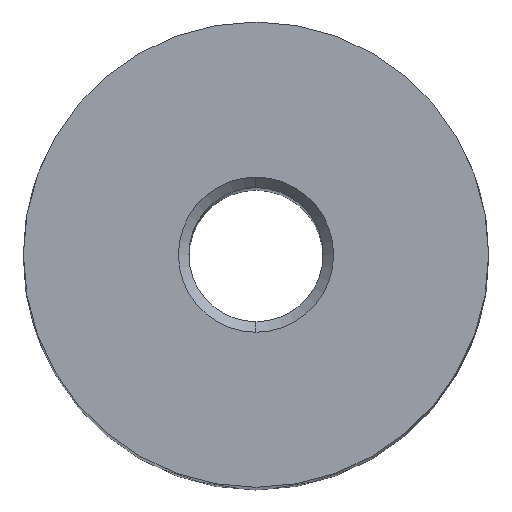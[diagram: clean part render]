
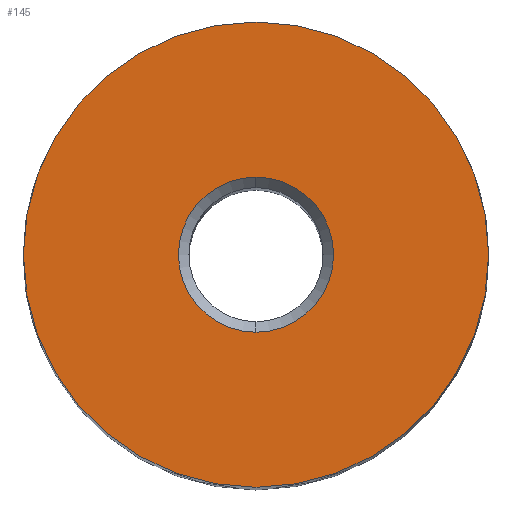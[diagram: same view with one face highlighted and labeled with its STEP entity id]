
A CAD part, top view. The second image highlights one B-rep face of the part: STEP entity #145.
In plain terms, the highlighted planar face has unit normal (0, 0, 1).
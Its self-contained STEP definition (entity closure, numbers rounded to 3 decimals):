
#145=ADVANCED_FACE('',(#381,#382),#383,.T.);
#173=VERTEX_POINT('',#425);
#179=VERTEX_POINT('',#431);
#181=EDGE_CURVE('',#173,#179,#433,.T.);
#239=VERTEX_POINT('',#491);
#247=VERTEX_POINT('',#499);
#251=EDGE_CURVE('',#247,#239,#503,.T.);
#281=EDGE_CURVE('',#239,#247,#533,.T.);
#283=EDGE_CURVE('',#179,#173,#535,.T.);
#381=FACE_OUTER_BOUND('',#623,.T.);
#382=FACE_BOUND('',#624,.T.);
#383=PLANE('',#625);
#425=CARTESIAN_POINT('',(30.0,0.,200.0));
#431=CARTESIAN_POINT('',(-30.,0.,200.0));
#433=CIRCLE('',#678,30.0);
#491=CARTESIAN_POINT('',(0.,10.,200.0));
#499=CARTESIAN_POINT('',(0.,-10.,200.0));
#503=CIRCLE('',#775,10.);
#533=CIRCLE('',#820,10.);
#535=CIRCLE('',#823,30.0);
#623=EDGE_LOOP('',(#985,#986));
#624=EDGE_LOOP('',(#987,#988));
#625=AXIS2_PLACEMENT_3D('',#989,#990,#991);
#678=AXIS2_PLACEMENT_3D('',#1097,#1098,#1099);
#775=AXIS2_PLACEMENT_3D('',#1133,#1134,#1135);
#820=AXIS2_PLACEMENT_3D('',#1158,#1159,#1160);
#823=AXIS2_PLACEMENT_3D('',#1161,#1162,#1163);
#985=ORIENTED_EDGE('',*,*,#181,.F.);
#986=ORIENTED_EDGE('',*,*,#283,.F.);
#987=ORIENTED_EDGE('',*,*,#251,.F.);
#988=ORIENTED_EDGE('',*,*,#281,.F.);
#989=CARTESIAN_POINT('',(18.5,0.,200.0));
#990=DIRECTION('',(0.0,0.0,1.0));
#991=DIRECTION('',(1.0,-0.0,0.0));
#1097=CARTESIAN_POINT('',(0.,0.,200.0));
#1098=DIRECTION('',(0.0,0.0,-1.0));
#1099=DIRECTION('',(1.0,0.,0.0));
#1133=CARTESIAN_POINT('',(0.0,0.,200.0));
#1134=DIRECTION('',(0.0,-0.0,1.0));
#1135=DIRECTION('',(0.0,1.0,0.0));
#1158=CARTESIAN_POINT('',(0.0,0.,200.0));
#1159=DIRECTION('',(0.0,-0.0,1.0));
#1160=DIRECTION('',(0.0,1.0,0.0));
#1161=CARTESIAN_POINT('',(0.,0.,200.0));
#1162=DIRECTION('',(0.0,0.0,-1.0));
#1163=DIRECTION('',(1.0,0.,0.0));
